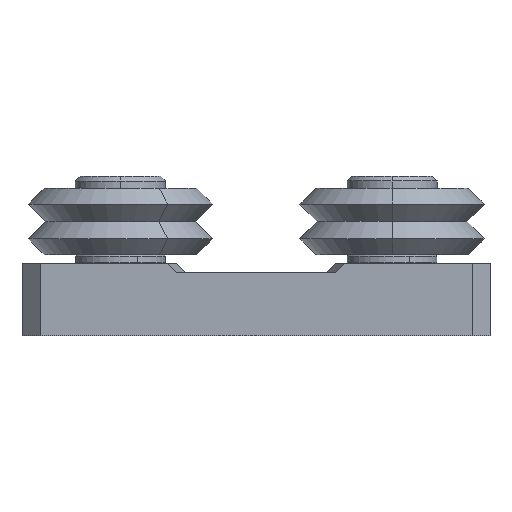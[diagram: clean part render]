
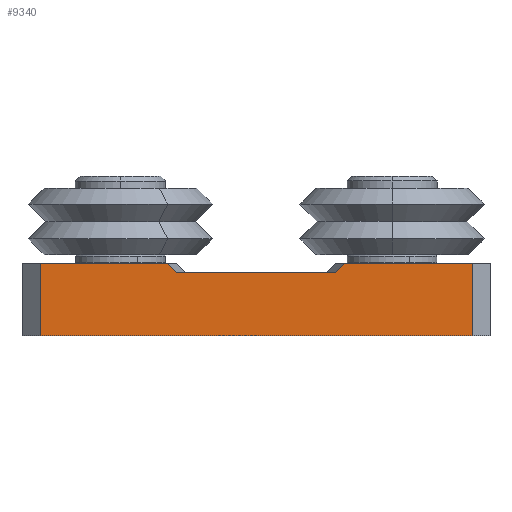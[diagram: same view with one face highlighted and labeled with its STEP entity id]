
A CAD part, left-side view. The second image highlights one B-rep face of the part: STEP entity #9340.
In plain terms, the highlighted planar face has unit normal (-1, 0, 0).
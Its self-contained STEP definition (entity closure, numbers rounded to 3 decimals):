
#738 = VERTEX_POINT ( 'NONE', #41601 ) ;
#750 = ORIENTED_EDGE ( 'NONE', *, *, #38930, .T. ) ;
#1716 = EDGE_CURVE ( 'NONE', #38455, #738, #44976, .T. ) ;
#1753 = VECTOR ( 'NONE', #29261, 1000. ) ;
#1980 = VERTEX_POINT ( 'NONE', #35633 ) ;
#2760 = PLANE ( 'NONE',  #21802 ) ;
#3241 = VECTOR ( 'NONE', #40090, 1000. ) ;
#4229 = DIRECTION ( 'NONE',  ( 0., 0., -1. ) ) ;
#4623 = CARTESIAN_POINT ( 'NONE',  ( -40., 39., 12. ) ) ;
#5162 = EDGE_CURVE ( 'NONE', #24513, #18571, #49112, .T. ) ;
#5741 = CARTESIAN_POINT ( 'NONE',  ( -40., 27.166, 24.122 ) ) ;
#6525 = ORIENTED_EDGE ( 'NONE', *, *, #10947, .T. ) ;
#7718 = LINE ( 'NONE', #4623, #49684 ) ;
#7966 = CARTESIAN_POINT ( 'NONE',  ( -40., -36., 12. ) ) ;
#8434 = LINE ( 'NONE', #24033, #12511 ) ;
#8970 = ORIENTED_EDGE ( 'NONE', *, *, #1716, .T. ) ;
#9221 = CARTESIAN_POINT ( 'NONE',  ( -40., 36., 12. ) ) ;
#9273 = LINE ( 'NONE', #44435, #31483 ) ;
#9340 = ADVANCED_FACE ( 'NONE', ( #33522 ), #2760, .F. ) ;
#10216 = DIRECTION ( 'NONE',  ( 1., 0., 0. ) ) ;
#10242 = VERTEX_POINT ( 'NONE', #9221 ) ;
#10947 = EDGE_CURVE ( 'NONE', #10242, #1980, #31141, .T. ) ;
#11202 = DIRECTION ( 'NONE',  ( 0., -1., 0. ) ) ;
#12511 = VECTOR ( 'NONE', #27143, 1000. ) ;
#14160 = VERTEX_POINT ( 'NONE', #49673 ) ;
#14660 = EDGE_LOOP ( 'NONE', ( #15177, #8970, #33056, #6525, #750, #25245, #38482, #34418 ) ) ;
#15177 = ORIENTED_EDGE ( 'NONE', *, *, #40430, .F. ) ;
#15550 = EDGE_CURVE ( 'NONE', #17228, #14160, #49039, .T. ) ;
#17208 = DIRECTION ( 'NONE',  ( 0., -1., 0. ) ) ;
#17228 = VERTEX_POINT ( 'NONE', #42090 ) ;
#17326 = VECTOR ( 'NONE', #24721, 1000. ) ;
#18173 = DIRECTION ( 'NONE',  ( 0., 1., 0. ) ) ;
#18571 = VERTEX_POINT ( 'NONE', #7966 ) ;
#21802 = AXIS2_PLACEMENT_3D ( 'NONE', #45384, #10216, #18173 ) ;
#24033 = CARTESIAN_POINT ( 'NONE',  ( -40., 39., 0. ) ) ;
#24513 = VERTEX_POINT ( 'NONE', #49455 ) ;
#24721 = DIRECTION ( 'NONE',  ( 0., 0., 1. ) ) ;
#25161 = VECTOR ( 'NONE', #4229, 1000. ) ;
#25245 = ORIENTED_EDGE ( 'NONE', *, *, #5162, .T. ) ;
#27143 = DIRECTION ( 'NONE',  ( 0., -1., 0. ) ) ;
#28162 = EDGE_CURVE ( 'NONE', #17228, #18571, #7718, .T. ) ;
#29261 = DIRECTION ( 'NONE',  ( 0., 0.716, -0.699 ) ) ;
#29595 = CARTESIAN_POINT ( 'NONE',  ( -40., -36., 12. ) ) ;
#31141 = LINE ( 'NONE', #46855, #25161 ) ;
#31483 = VECTOR ( 'NONE', #17208, 1000. ) ;
#33056 = ORIENTED_EDGE ( 'NONE', *, *, #50111, .F. ) ;
#33522 = FACE_OUTER_BOUND ( 'NONE', #14660, .T. ) ;
#33595 = CARTESIAN_POINT ( 'NONE',  ( -40., 12.77, -14.867 ) ) ;
#34418 = ORIENTED_EDGE ( 'NONE', *, *, #15550, .T. ) ;
#35633 = CARTESIAN_POINT ( 'NONE',  ( -40., 36., 0. ) ) ;
#38455 = VERTEX_POINT ( 'NONE', #50319 ) ;
#38482 = ORIENTED_EDGE ( 'NONE', *, *, #28162, .F. ) ;
#38930 = EDGE_CURVE ( 'NONE', #1980, #24513, #8434, .T. ) ;
#40090 = DIRECTION ( 'NONE',  ( 0., 0.716, 0.699 ) ) ;
#40430 = EDGE_CURVE ( 'NONE', #38455, #14160, #9273, .T. ) ;
#41601 = CARTESIAN_POINT ( 'NONE',  ( -40., 14.75, 12. ) ) ;
#42090 = CARTESIAN_POINT ( 'NONE',  ( -40., -14.75, 12. ) ) ;
#44435 = CARTESIAN_POINT ( 'NONE',  ( -40., 11.75, 10.5 ) ) ;
#44976 = LINE ( 'NONE', #5741, #3241 ) ;
#45384 = CARTESIAN_POINT ( 'NONE',  ( -40., 39., 12. ) ) ;
#45885 = CARTESIAN_POINT ( 'NONE',  ( -40., 39., 12. ) ) ;
#45902 = VECTOR ( 'NONE', #11202, 1000. ) ;
#46855 = CARTESIAN_POINT ( 'NONE',  ( -40., 36., 12. ) ) ;
#46981 = DIRECTION ( 'NONE',  ( 0., -1., 0. ) ) ;
#49039 = LINE ( 'NONE', #33595, #1753 ) ;
#49112 = LINE ( 'NONE', #29595, #17326 ) ;
#49455 = CARTESIAN_POINT ( 'NONE',  ( -40., -36., 0. ) ) ;
#49673 = CARTESIAN_POINT ( 'NONE',  ( -40., -13.214, 10.5 ) ) ;
#49684 = VECTOR ( 'NONE', #46981, 1000. ) ;
#49702 = LINE ( 'NONE', #45885, #45902 ) ;
#50111 = EDGE_CURVE ( 'NONE', #10242, #738, #49702, .T. ) ;
#50319 = CARTESIAN_POINT ( 'NONE',  ( -40., 13.214, 10.5 ) ) ;
